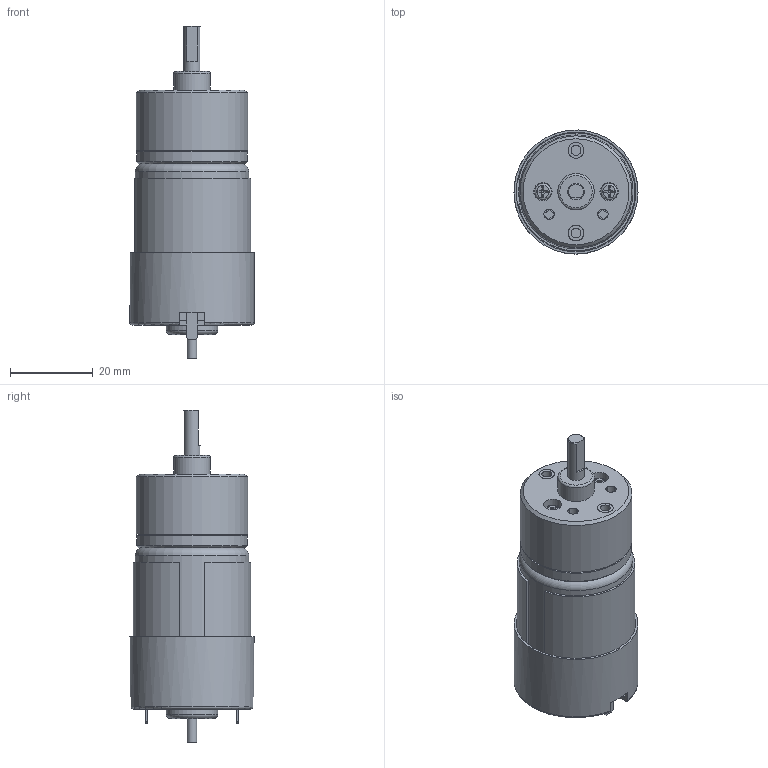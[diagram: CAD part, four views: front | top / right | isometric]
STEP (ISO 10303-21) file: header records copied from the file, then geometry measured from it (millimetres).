
FILE_DESCRIPTION(/* description */ (''),/* implementation_level */ '2;1');
FILE_NAME(/* name */ 'HL 149_x_10',/* time_stamp */ '2013-03-01T11:21:24+01:00',/* author */ (''),/* organization */ (''),/* preprocessor_version */ 'ST-DEVELOPER v11',/* originating_system */ 'UGS - NX 5.0',/* authorisation */ '');
FILE_SCHEMA (('AUTOMOTIVE_DESIGN { 1 0 10303 214 1 1 1 1 }'));
Length unit declared in the file: millimetre
Products named in the file (1): LuigB059z7pk
Bounding box: 30 x 29.99 x 80.28 mm (x, y, z)
Volume: 32035.5 mm3; surface area: 20615.1 mm2
Topology: 14 solids, 14 shells, 428 faces, 974 edges, 641 vertices
Faces by surface type: plane 272, cylinder 123, cone 26, torus 7
Full cylindrical faces by diameter (mm): 1.34 x1, 1.6 x2, 2 x2, 2.1 x2, 2.305 x1, 2.4 x2, 3.25 x2, 3.3 x1, 3.5 x1, 3.8 x4, 4 x4, 4.4 x2, 5.5 x2, 6 x2, 7.5 x1, 8.8 x1, 10 x2, 10.5 x1, 12.5 x1, 24 x1, 24.5 x1, 24.98 x1, 26.8 x1, 27 x1, 27.5 x1, 27.8 x1, 28.9 x1, 30 x1
Entity records: 12035 total; most frequent: CARTESIAN_POINT 2325, DIRECTION 2092, ORIENTED_EDGE 1774, EDGE_CURVE 887, AXIS2_PLACEMENT_3D 825, VERTEX_POINT 618, EDGE_LOOP 587, LINE 442
